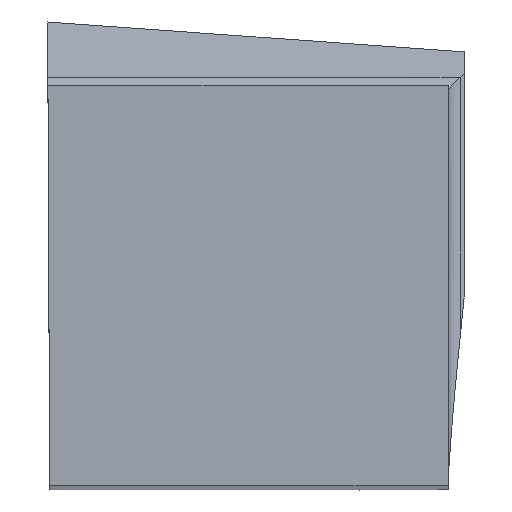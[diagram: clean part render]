
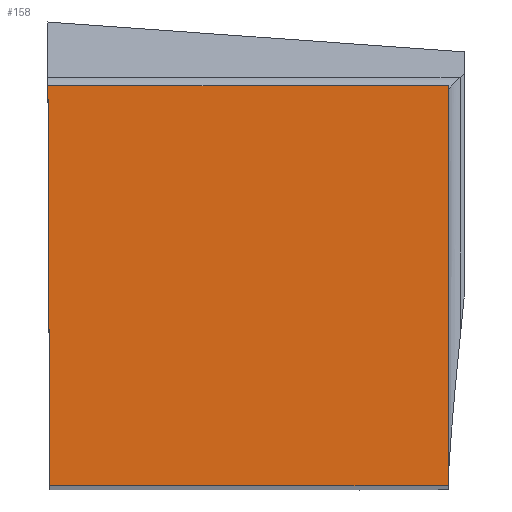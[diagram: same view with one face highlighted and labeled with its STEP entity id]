
A CAD part, top view. The second image highlights one B-rep face of the part: STEP entity #158.
In plain terms, the highlighted planar face has unit normal (0, 0, 1).
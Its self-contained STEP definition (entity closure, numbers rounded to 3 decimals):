
#126=FACE_OUTER_BOUND('',#352,.T.);
#158=ADVANCED_FACE('SHANK_FACE_BACK',(#126),#186,.F.);
#186=PLANE('',#792);
#241=LINE('',#1200,#303);
#244=LINE('',#1206,#306);
#246=LINE('',#1209,#308);
#248=LINE('',#1217,#310);
#303=VECTOR('',#934,1.);
#306=VECTOR('',#939,1.);
#308=VECTOR('',#943,1.);
#310=VECTOR('',#953,1.);
#352=EDGE_LOOP('',(#481,#482,#483,#484));
#481=ORIENTED_EDGE('',*,*,#655,.F.);
#482=ORIENTED_EDGE('',*,*,#650,.T.);
#483=ORIENTED_EDGE('',*,*,#653,.T.);
#484=ORIENTED_EDGE('',*,*,#659,.F.);
#577=VERTEX_POINT('',#1196);
#578=VERTEX_POINT('',#1199);
#580=VERTEX_POINT('',#1205);
#581=VERTEX_POINT('',#1210);
#650=EDGE_CURVE('',#577,#578,#241,.T.);
#653=EDGE_CURVE('',#578,#580,#244,.T.);
#655=EDGE_CURVE('',#577,#581,#246,.T.);
#659=EDGE_CURVE('',#581,#580,#248,.T.);
#792=AXIS2_PLACEMENT_3D('',#1218,#954,#955);
#934=DIRECTION('',(1.,0.,0.));
#939=DIRECTION('',(0.,1.,0.));
#943=DIRECTION('',(-0.004,1.,0.));
#953=DIRECTION('',(1.,0.,0.));
#954=DIRECTION('',(0.,0.,-1.));
#955=DIRECTION('',(-0.997,0.074,0.));
#1196=CARTESIAN_POINT('',(0.174,0.,0.));
#1199=CARTESIAN_POINT('',(39.85,0.,0.));
#1200=CARTESIAN_POINT('',(-7.492,0.,0.));
#1205=CARTESIAN_POINT('',(39.85,39.85,0.));
#1206=CARTESIAN_POINT('',(39.85,-7.493,0.));
#1209=CARTESIAN_POINT('',(1.164,-226.833,0.));
#1210=CARTESIAN_POINT('',(0.,39.85,0.));
#1217=CARTESIAN_POINT('',(-7.493,39.85,0.));
#1218=CARTESIAN_POINT('',(0.,0.,0.));
